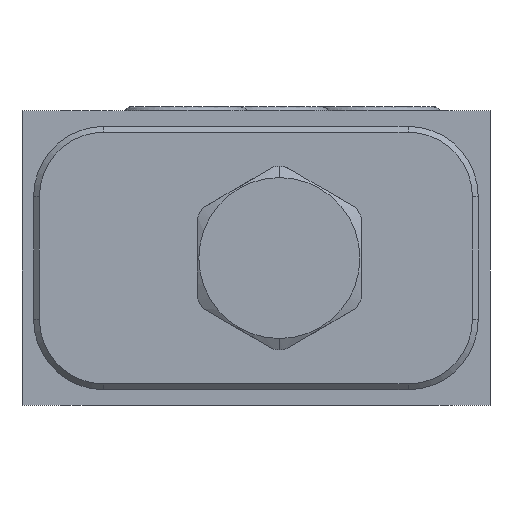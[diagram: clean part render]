
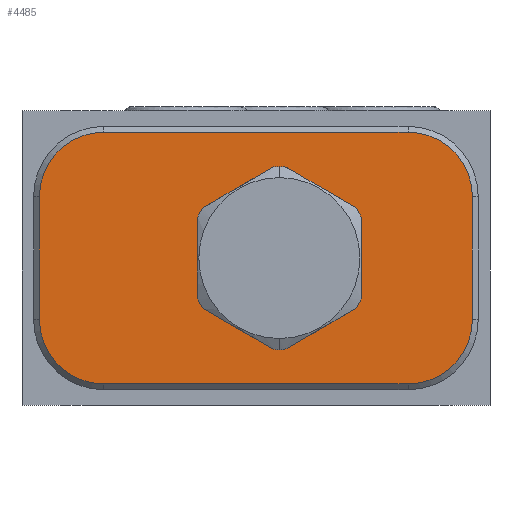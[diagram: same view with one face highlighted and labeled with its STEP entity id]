
A CAD part, front view. The second image highlights one B-rep face of the part: STEP entity #4485.
In plain terms, the highlighted planar face has unit normal (0, -1, 0).
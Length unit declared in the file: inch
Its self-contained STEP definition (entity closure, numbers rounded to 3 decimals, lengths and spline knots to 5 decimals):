
#549=CARTESIAN_POINT('',(2.062,-4.625,1.115));
#550=DIRECTION('',(0.,1.,0.));
#551=DIRECTION('',(0.,0.,1.));
#552=AXIS2_PLACEMENT_3D('',#549,#550,#551);
#563=CARTESIAN_POINT('',(1.375,-4.625,0.787));
#564=DIRECTION('',(0.,1.,0.));
#565=DIRECTION('',(0.,0.,-1.));
#566=AXIS2_PLACEMENT_3D('',#563,#564,#565);
#568=CARTESIAN_POINT('',(1.375,-4.625,0.787));
#569=DIRECTION('',(0.,1.,0.));
#570=DIRECTION('',(0.,0.,1.));
#571=AXIS2_PLACEMENT_3D('',#568,#569,#570);
#3789=DIRECTION('',(0.,0.,-1.));
#3790=VECTOR('',#3789,0.656);
#3791=CARTESIAN_POINT('',(2.406,-4.625,1.115));
#3792=LINE('',#3791,#3790);
#3809=CARTESIAN_POINT('',(2.062,-4.625,0.459));
#3810=DIRECTION('',(0.,1.,0.));
#3811=DIRECTION('',(1.,0.,0.));
#3812=AXIS2_PLACEMENT_3D('',#3809,#3810,#3811);
#3827=DIRECTION('',(-1.,0.,0.));
#3828=VECTOR('',#3827,1.625);
#3829=CARTESIAN_POINT('',(2.062,-4.625,0.115));
#3830=LINE('',#3829,#3828);
#3843=CARTESIAN_POINT('',(0.437,-4.625,0.459));
#3844=DIRECTION('',(0.,1.,0.));
#3845=DIRECTION('',(0.,0.,-1.));
#3846=AXIS2_PLACEMENT_3D('',#3843,#3844,#3845);
#3857=DIRECTION('',(0.,0.,1.));
#3858=VECTOR('',#3857,0.656);
#3859=CARTESIAN_POINT('',(0.093,-4.625,0.459));
#3860=LINE('',#3859,#3858);
#3877=CARTESIAN_POINT('',(0.437,-4.625,1.115));
#3878=DIRECTION('',(0.,1.,0.));
#3879=DIRECTION('',(-1.,0.,0.));
#3880=AXIS2_PLACEMENT_3D('',#3877,#3878,#3879);
#3891=DIRECTION('',(1.,0.,0.));
#3892=VECTOR('',#3891,1.625);
#3893=CARTESIAN_POINT('',(0.437,-4.625,1.459));
#3894=LINE('',#3893,#3892);
#4131=CARTESIAN_POINT('',(1.375,-4.625,1.2175));
#4132=VERTEX_POINT('',#4131);
#4137=CARTESIAN_POINT('',(1.375,-4.625,0.3565));
#4138=VERTEX_POINT('',#4137);
#4185=CARTESIAN_POINT('',(2.062,-4.625,0.115));
#4186=CARTESIAN_POINT('',(0.437,-4.625,0.115));
#4187=VERTEX_POINT('',#4185);
#4188=VERTEX_POINT('',#4186);
#4193=CARTESIAN_POINT('',(0.093,-4.625,0.459));
#4194=VERTEX_POINT('',#4193);
#4197=CARTESIAN_POINT('',(0.093,-4.625,1.115));
#4198=VERTEX_POINT('',#4197);
#4201=CARTESIAN_POINT('',(0.437,-4.625,1.459));
#4202=VERTEX_POINT('',#4201);
#4205=CARTESIAN_POINT('',(2.062,-4.625,1.459));
#4206=VERTEX_POINT('',#4205);
#4209=CARTESIAN_POINT('',(2.406,-4.625,1.115));
#4210=VERTEX_POINT('',#4209);
#4213=CARTESIAN_POINT('',(2.406,-4.625,0.459));
#4214=VERTEX_POINT('',#4213);
#4457=CARTESIAN_POINT('',(0.,-4.625,0.));
#4458=DIRECTION('',(0.,-1.,0.));
#4459=DIRECTION('',(1.,0.,0.));
#4460=AXIS2_PLACEMENT_3D('',#4457,#4458,#4459);
#4461=PLANE('',#4460);
#4462=ORIENTED_EDGE('',*,*,#4447,.T.);
#4464=ORIENTED_EDGE('',*,*,#4463,.T.);
#4466=ORIENTED_EDGE('',*,*,#4465,.T.);
#4468=ORIENTED_EDGE('',*,*,#4467,.T.);
#4470=ORIENTED_EDGE('',*,*,#4469,.T.);
#4472=ORIENTED_EDGE('',*,*,#4471,.T.);
#4474=ORIENTED_EDGE('',*,*,#4473,.T.);
#4476=ORIENTED_EDGE('',*,*,#4475,.T.);
#4477=EDGE_LOOP('',(#4462,#4464,#4466,#4468,#4470,#4472,#4474,#4476));
#4478=FACE_OUTER_BOUND('',#4477,.F.);
#4480=ORIENTED_EDGE('',*,*,#4479,.F.);
#4482=ORIENTED_EDGE('',*,*,#4481,.F.);
#4483=EDGE_LOOP('',(#4480,#4482));
#4484=FACE_BOUND('',#4483,.F.);
#4485=ADVANCED_FACE('',(#4478,#4484),#4461,.T.);
#553=CIRCLE('',#552,0.344);
#567=CIRCLE('',#566,0.4305);
#572=CIRCLE('',#571,0.4305);
#3813=CIRCLE('',#3812,0.344);
#3847=CIRCLE('',#3846,0.344);
#3881=CIRCLE('',#3880,0.344);
#4447=EDGE_CURVE('',#4206,#4210,#553,.T.);
#4463=EDGE_CURVE('',#4210,#4214,#3792,.T.);
#4465=EDGE_CURVE('',#4214,#4187,#3813,.T.);
#4467=EDGE_CURVE('',#4187,#4188,#3830,.T.);
#4469=EDGE_CURVE('',#4188,#4194,#3847,.T.);
#4471=EDGE_CURVE('',#4194,#4198,#3860,.T.);
#4473=EDGE_CURVE('',#4198,#4202,#3881,.T.);
#4475=EDGE_CURVE('',#4202,#4206,#3894,.T.);
#4479=EDGE_CURVE('',#4138,#4132,#567,.T.);
#4481=EDGE_CURVE('',#4132,#4138,#572,.T.);
